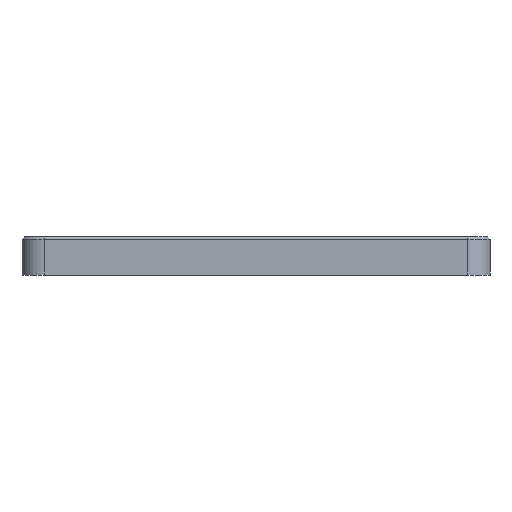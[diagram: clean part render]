
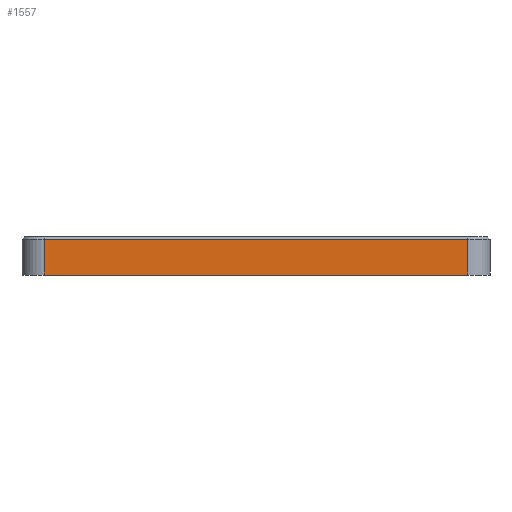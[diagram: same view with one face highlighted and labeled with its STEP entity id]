
A CAD part, left-side view. The second image highlights one B-rep face of the part: STEP entity #1557.
In plain terms, the highlighted planar face has unit normal (-1, 0, 0).
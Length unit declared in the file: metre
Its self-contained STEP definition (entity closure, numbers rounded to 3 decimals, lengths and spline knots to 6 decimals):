
#96=LINE('',#2601,#217);
#97=LINE('',#2604,#218);
#98=LINE('',#2606,#219);
#99=LINE('',#2608,#220);
#217=VECTOR('',#2078,1.);
#218=VECTOR('',#2079,1.);
#219=VECTOR('',#2080,1.);
#220=VECTOR('',#2081,1.);
#272=PLANE('',#1719);
#516=ORIENTED_EDGE('',*,*,#874,.T.);
#517=ORIENTED_EDGE('',*,*,#875,.T.);
#518=ORIENTED_EDGE('',*,*,#876,.T.);
#519=ORIENTED_EDGE('',*,*,#877,.F.);
#874=EDGE_CURVE('',#1063,#1064,#96,.F.);
#875=EDGE_CURVE('',#1064,#1065,#97,.T.);
#876=EDGE_CURVE('',#1065,#1066,#98,.T.);
#877=EDGE_CURVE('',#1063,#1066,#99,.T.);
#1063=VERTEX_POINT('',#2602);
#1064=VERTEX_POINT('',#2603);
#1065=VERTEX_POINT('',#2605);
#1066=VERTEX_POINT('',#2607);
#1247=EDGE_LOOP('',(#516,#517,#518,#519));
#1390=FACE_BOUND('',#1247,.T.);
#1557=ADVANCED_FACE('',(#1390),#272,.T.);
#1719=AXIS2_PLACEMENT_3D('',#2600,#2076,#2077);
#2076=DIRECTION('',(-1.,0.,0.));
#2077=DIRECTION('',(0.,0.,1.));
#2078=DIRECTION('',(0.,0.,-1.));
#2079=DIRECTION('',(0.,1.,0.));
#2080=DIRECTION('',(0.,0.,-1.));
#2081=DIRECTION('',(0.,1.,0.));
#2600=CARTESIAN_POINT('',(-0.11882,0.,0.005));
#2601=CARTESIAN_POINT('',(-0.11882,-0.047145,0.005));
#2602=CARTESIAN_POINT('',(-0.11882,-0.047145,-0.0035));
#2603=CARTESIAN_POINT('',(-0.11882,-0.047145,0.0045));
#2604=CARTESIAN_POINT('',(-0.11882,0.,0.0045));
#2605=CARTESIAN_POINT('',(-0.11882,0.047145,0.0045));
#2606=CARTESIAN_POINT('',(-0.11882,0.047145,-0.0035));
#2607=CARTESIAN_POINT('',(-0.11882,0.047145,-0.0035));
#2608=CARTESIAN_POINT('',(-0.11882,0.,-0.0035));
